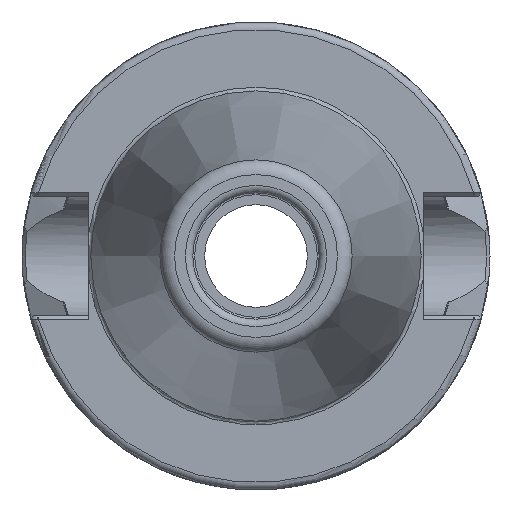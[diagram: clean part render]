
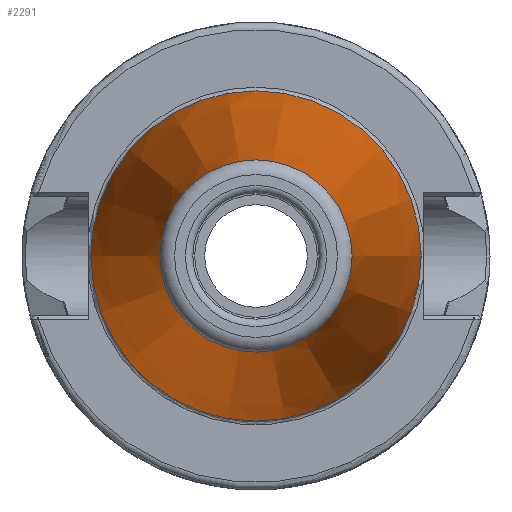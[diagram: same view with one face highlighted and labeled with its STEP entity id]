
A CAD part, left-side view. The second image highlights one B-rep face of the part: STEP entity #2291.
In plain terms, the highlighted conical face has half-angle 8.297 degrees and reference radius 17.581 mm.
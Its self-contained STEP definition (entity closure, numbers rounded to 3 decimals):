
#287=FACE_OUTER_BOUND('',#417,.T.);
#417=EDGE_LOOP('',(#1877,#1878,#1879,#1880,#1881,#1882,#1883));
#549=LINE('',#4386,#675);
#675=VECTOR('',#2987,17.581);
#822=CIRCLE('',#2508,12.937);
#823=CIRCLE('',#2509,12.937);
#824=CIRCLE('',#2510,12.937);
#826=CIRCLE('',#2513,22.225);
#827=CIRCLE('',#2514,22.225);
#1032=VERTEX_POINT('',#4374);
#1033=VERTEX_POINT('',#4375);
#1034=VERTEX_POINT('',#4377);
#1035=VERTEX_POINT('',#4382);
#1036=VERTEX_POINT('',#4383);
#1340=EDGE_CURVE('',#1032,#1033,#822,.T.);
#1341=EDGE_CURVE('',#1034,#1032,#823,.T.);
#1342=EDGE_CURVE('',#1033,#1034,#824,.T.);
#1344=EDGE_CURVE('',#1035,#1036,#826,.T.);
#1345=EDGE_CURVE('',#1036,#1035,#827,.T.);
#1346=EDGE_CURVE('',#1036,#1034,#549,.T.);
#1877=ORIENTED_EDGE('',*,*,#1344,.F.);
#1878=ORIENTED_EDGE('',*,*,#1345,.F.);
#1879=ORIENTED_EDGE('',*,*,#1346,.T.);
#1880=ORIENTED_EDGE('',*,*,#1341,.T.);
#1881=ORIENTED_EDGE('',*,*,#1340,.T.);
#1882=ORIENTED_EDGE('',*,*,#1342,.T.);
#1883=ORIENTED_EDGE('',*,*,#1346,.F.);
#2219=CONICAL_SURFACE('',#2512,17.581,0.145);
#2291=ADVANCED_FACE('',(#287),#2219,.T.);
#2508=AXIS2_PLACEMENT_3D('',#4376,#2973,#2974);
#2509=AXIS2_PLACEMENT_3D('',#4378,#2975,#2976);
#2510=AXIS2_PLACEMENT_3D('',#4379,#2977,#2978);
#2512=AXIS2_PLACEMENT_3D('',#4381,#2981,#2982);
#2513=AXIS2_PLACEMENT_3D('',#4384,#2983,#2984);
#2514=AXIS2_PLACEMENT_3D('',#4385,#2985,#2986);
#2973=DIRECTION('center_axis',(1.,0.,0.));
#2974=DIRECTION('ref_axis',(0.,0.,-1.));
#2975=DIRECTION('center_axis',(1.,0.,0.));
#2976=DIRECTION('ref_axis',(0.,0.,-1.));
#2977=DIRECTION('center_axis',(1.,0.,0.));
#2978=DIRECTION('ref_axis',(0.,0.,-1.));
#2981=DIRECTION('center_axis',(1.,0.,0.));
#2982=DIRECTION('ref_axis',(0.,1.,0.));
#2983=DIRECTION('center_axis',(1.,0.,0.));
#2984=DIRECTION('ref_axis',(0.,0.,-1.));
#2985=DIRECTION('center_axis',(1.,0.,0.));
#2986=DIRECTION('ref_axis',(0.,0.,-1.));
#2987=DIRECTION('',(-0.99,0.144,0.));
#4374=CARTESIAN_POINT('',(-63.689,12.937,0.));
#4375=CARTESIAN_POINT('',(-63.689,0.,12.937));
#4376=CARTESIAN_POINT('Origin',(-63.689,0.,
0.));
#4377=CARTESIAN_POINT('',(-63.689,-12.937,0.));
#4378=CARTESIAN_POINT('Origin',(-63.689,0.,
0.));
#4379=CARTESIAN_POINT('Origin',(-63.689,0.,
0.));
#4381=CARTESIAN_POINT('Origin',(-31.844,0.,
0.));
#4382=CARTESIAN_POINT('',(0.,22.225,0.));
#4383=CARTESIAN_POINT('',(0.,-22.225,0.));
#4384=CARTESIAN_POINT('Origin',(0.,0.,
0.));
#4385=CARTESIAN_POINT('Origin',(0.,0.,
0.));
#4386=CARTESIAN_POINT('',(-31.844,-17.581,0.));
